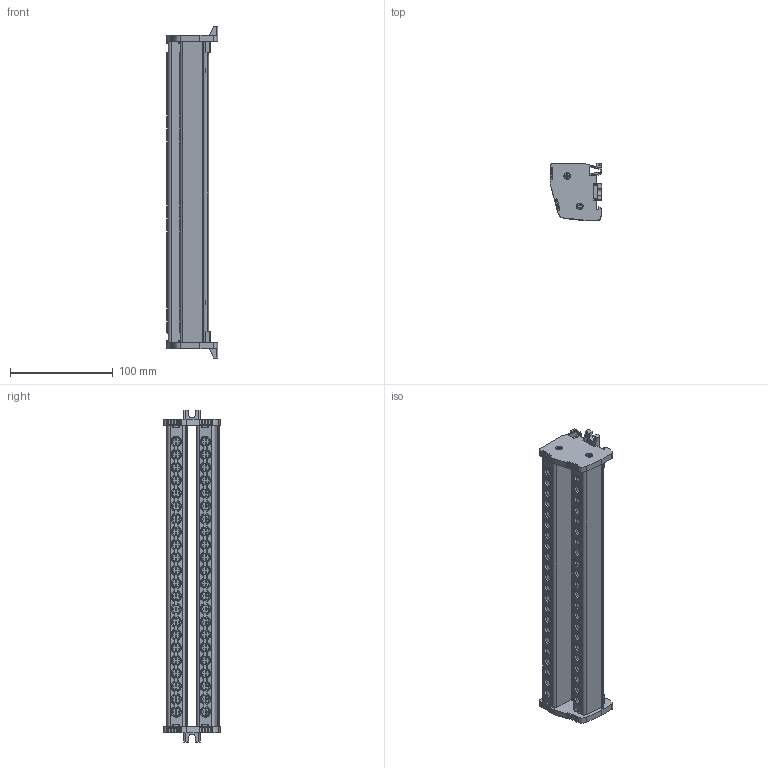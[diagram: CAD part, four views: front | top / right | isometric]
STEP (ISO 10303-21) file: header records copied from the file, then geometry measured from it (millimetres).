
FILE_DESCRIPTION (( 'STEP AP203' ), '1' );
FILE_NAME ('10x15 Ýki Kutuplu Daðýtýcý Ünite - 22 Delikli.STEP', '2019-01-09T12:59:54', ( '' ), ( '' ), 'SwSTEP 2.0', 'SolidWorks 2011', '' );
FILE_SCHEMA (( 'CONFIG_CONTROL_DESIGN' ));
Length unit declared in the file: millimetre
Products named in the file (1): 10x15 Ýki Kutuplu Daðýtýcý Ünite - 22 Delikli
Bounding box: 50 x 55 x 322.47 mm (x, y, z)
Volume: 155144.5 mm3; surface area: 119250.7 mm2
Topology: 1 solids, 17 shells, 3368 faces, 8953 edges, 5735 vertices
Faces by surface type: plane 1425, cylinder 856, bspline 794, cone 293
Entity records: 120058 total; most frequent: CARTESIAN_POINT 40108, ORIENTED_EDGE 17850, DIRECTION 15503, EDGE_CURVE 8925, VERTEX_POINT 5735, AXIS2_PLACEMENT_3D 5585, LINE 4333, VECTOR 4333
